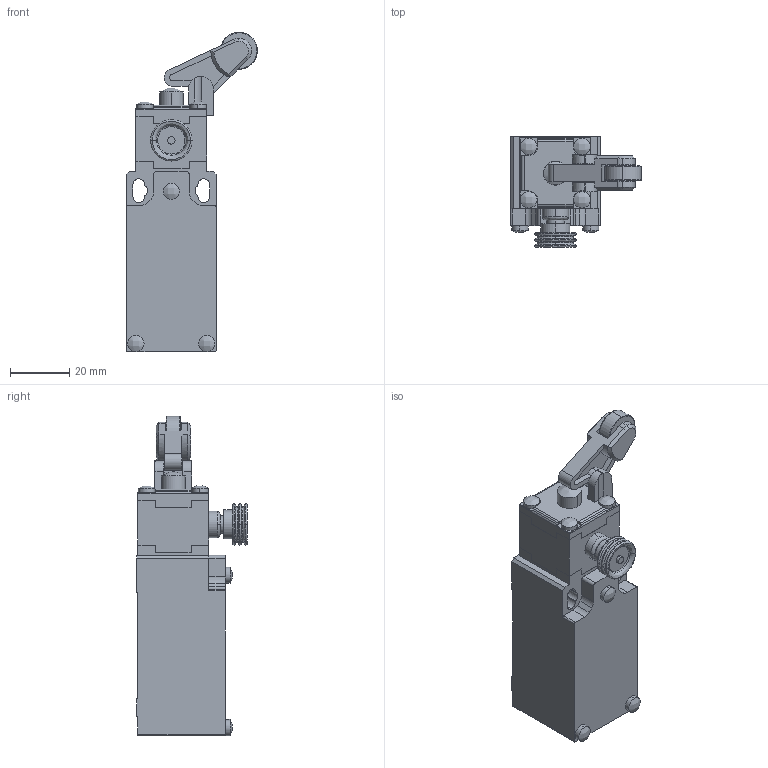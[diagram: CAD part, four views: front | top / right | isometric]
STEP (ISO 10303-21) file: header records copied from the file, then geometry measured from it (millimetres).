
FILE_DESCRIPTION (( 'STEP AP214' ), '1' );
FILE_NAME ('AP2R32W02.step', '2017-12-19T21:36:50', ( '' ), ( '' ), 'SwSTEP 2.0', 'SolidWorks 2017', '' );
FILE_SCHEMA (( 'AUTOMOTIVE_DESIGN' ));
Length unit declared in the file: inch
Products named in the file (1): AP2R32W02
Bounding box: 44.27 x 37.45 x 108.08 mm (x, y, z)
Volume: 67562.4 mm3; surface area: 19168.8 mm2
Topology: 6 solids, 6 shells, 308 faces, 826 edges, 540 vertices
Faces by surface type: plane 161, cylinder 102, bspline 28, torus 10, cone 7
Entity records: 10197 total; most frequent: CARTESIAN_POINT 2332, DIRECTION 1640, ORIENTED_EDGE 1636, EDGE_CURVE 818, AXIS2_PLACEMENT_3D 576, VERTEX_POINT 536, LINE 488, VECTOR 488
